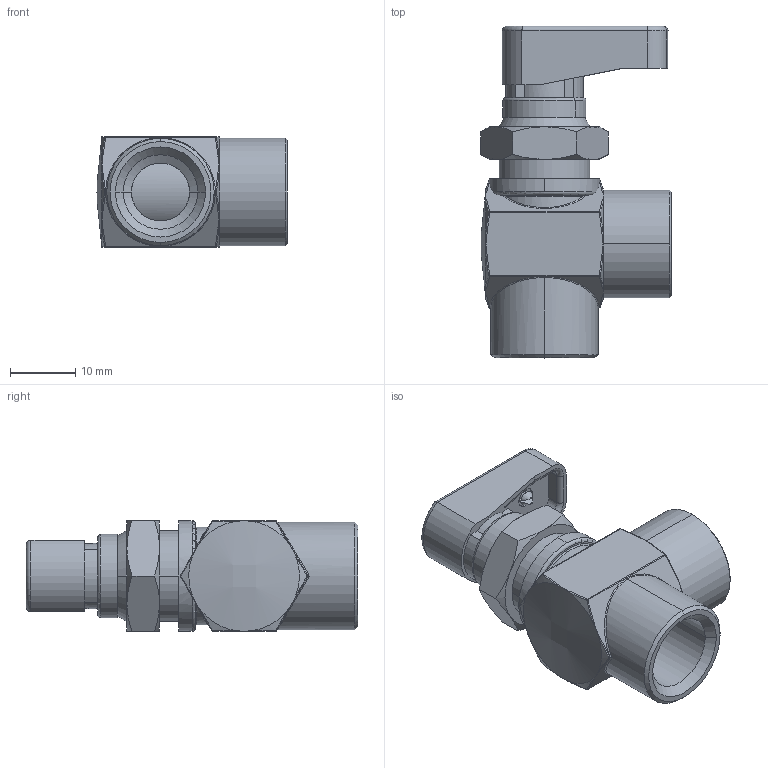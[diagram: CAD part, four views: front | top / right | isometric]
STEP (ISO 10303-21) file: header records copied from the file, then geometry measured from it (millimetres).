
FILE_DESCRIPTION(/* description */ ('VariCAD 2016-1.06 AP-214'),/* implementation_level */ '2;1');
FILE_NAME(/* name */ 'khwc_14.stp',/* time_stamp */ '2016-06-16T10:55:10+02:00',/* author */ (''),/* organization */ (''),/* preprocessor_version */ 'ST-DEVELOPER v14',/* originating_system */ 'VariCAD 2016-1.06; kernel version (20130303)',/* authorisation */ '');
FILE_SCHEMA (('AUTOMOTIVE_DESIGN'));
Length unit declared in the file: millimetre
Products named in the file (3): khwc_14; KHWC 14<2>; KHWC 14<1>
Assembly tree (2 placements, depth 2):
  khwc_14
    KHWC 14<2>
    KHWC 14<1>
Bounding box: 29.32 x 51 x 17 mm (x, y, z)
Volume: 11421.4 mm3; surface area: 5568.5 mm2
Topology: 2 solids, 11 shells, 461 faces, 1166 edges, 720 vertices
Faces by surface type: plane 194, bspline 97, cylinder 87, cone 44, torus 31, sphere 8
Entity records: 23239 total; most frequent: CARTESIAN_POINT 13196, ORIENTED_EDGE 2284, DIRECTION 1736, EDGE_CURVE 1142, VERTEX_POINT 720, AXIS2_PLACEMENT_3D 626, EDGE_LOOP 488, LINE 484
